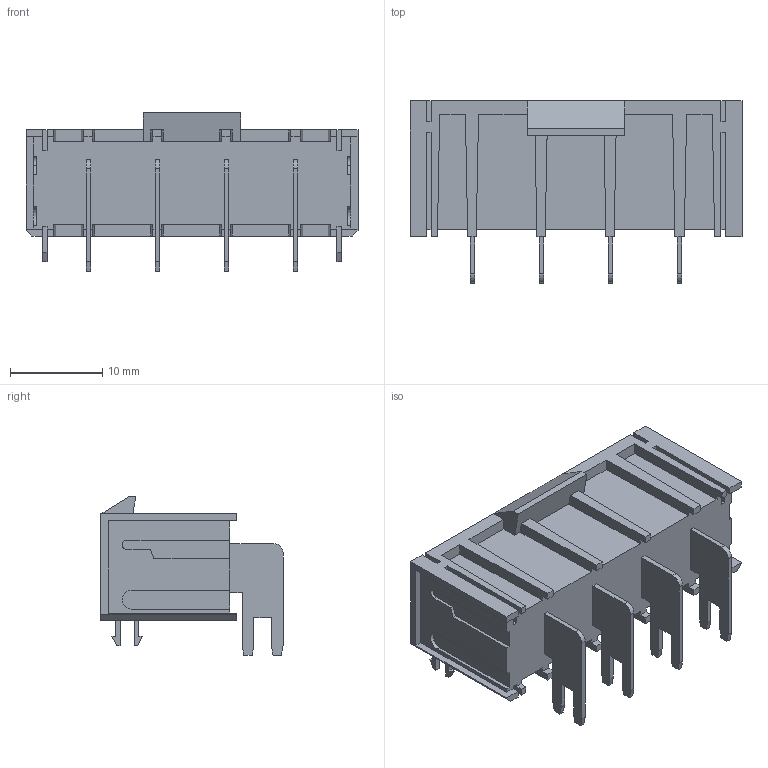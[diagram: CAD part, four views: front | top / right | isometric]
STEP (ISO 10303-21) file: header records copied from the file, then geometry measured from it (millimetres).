
FILE_DESCRIPTION((''),'2;1');
FILE_NAME('460073104','2016-02-26T',('ME'),(''),'PRO/ENGINEER BY PARAMETRIC TECHNOLOGY CORPORATION, 2012310','PRO/ENGINEER BY PARAMETRIC TECHNOLOGY CORPORATION, 2012310','');
FILE_SCHEMA(('CONFIG_CONTROL_DESIGN'));
Length unit declared in the file: inch
Products named in the file (1): 460073104
Bounding box: 36.07 x 19.79 x 17.2 mm (x, y, z)
Volume: 4210.3 mm3; surface area: 3836.1 mm2
Topology: 1 solids, 1 shells, 309 faces, 881 edges, 588 vertices
Faces by surface type: plane 301, cylinder 8
Entity records: 9886 total; most frequent: CARTESIAN_POINT 1759, ORIENTED_EDGE 1722, DIRECTION 1537, EDGE_CURVE 861, VECTOR 845, LINE 845, VERTEX_POINT 568, AXIS2_PLACEMENT_3D 346
